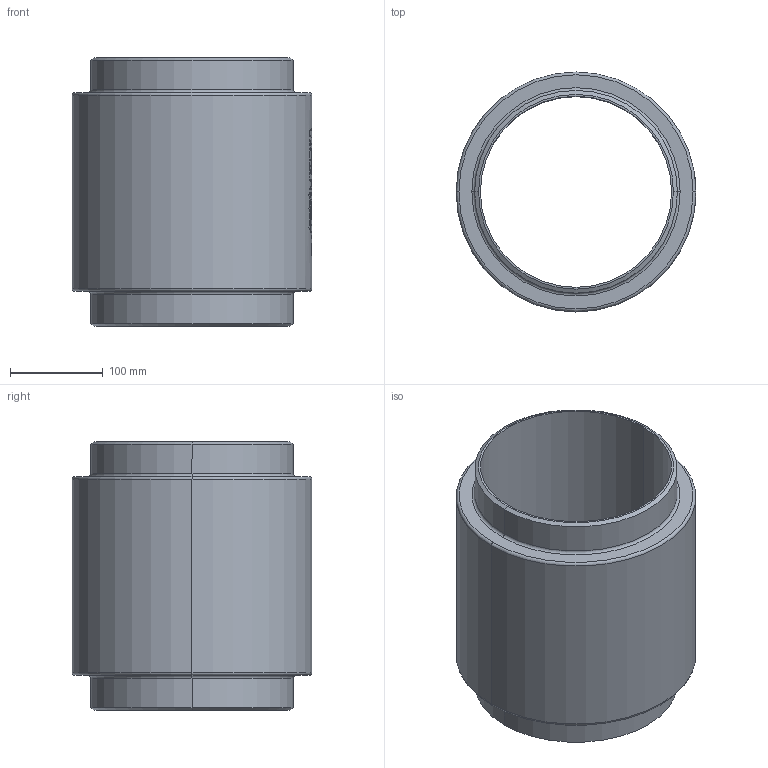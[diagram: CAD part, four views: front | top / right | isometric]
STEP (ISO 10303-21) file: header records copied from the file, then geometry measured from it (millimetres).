
FILE_DESCRIPTION (( 'STEP AP214' ), '1' );
FILE_NAME ('7110000_DN200_ PN06 1328227.STEP', '2022-03-22T06:57:57', ( 'axxx' ), ( 'Hewlett-Packard Company' ), 'SwSTEP 2.0', 'SolidWorks 2019', '' );
FILE_SCHEMA (( 'AUTOMOTIVE_DESIGN' ));
Length unit declared in the file: millimetre
Products named in the file (1): 7110000_DN200_ PN06 1328227
Bounding box: 259 x 259 x 290 mm (x, y, z)
Volume: 4430978.1 mm3; surface area: 453989.1 mm2
Topology: 1 solids, 1 shells, 493 faces, 1272 edges, 844 vertices
Faces by surface type: bspline 229, plane 224, cylinder 28, torus 8, cone 4
Entity records: 29274 total; most frequent: CARTESIAN_POINT 18817, ORIENTED_EDGE 2544, DIRECTION 1392, EDGE_CURVE 1272, VERTEX_POINT 844, VECTOR 680, LINE 680, EDGE_LOOP 558
